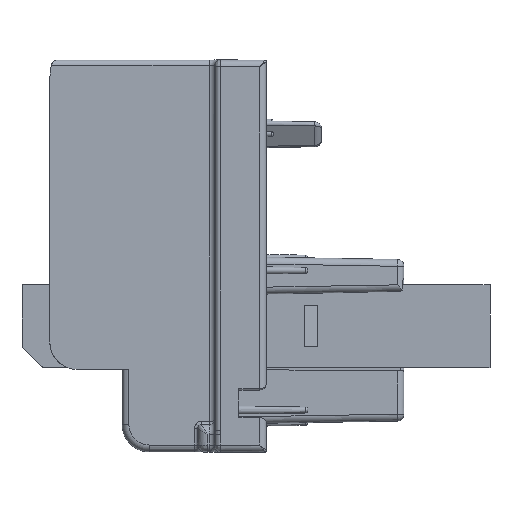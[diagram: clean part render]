
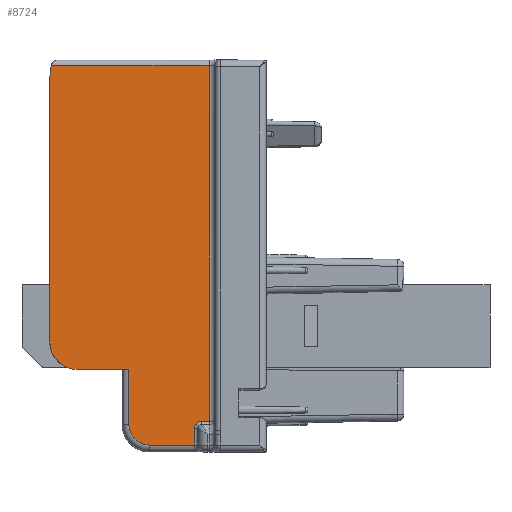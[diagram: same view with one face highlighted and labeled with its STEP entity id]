
A CAD part, top view. The second image highlights one B-rep face of the part: STEP entity #8724.
In plain terms, the highlighted planar face has unit normal (0, 0, 1).
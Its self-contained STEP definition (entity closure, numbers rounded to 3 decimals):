
#1941=DIRECTION('',(0.,-1.,0.));
#1942=VECTOR('',#1941,51.764);
#1943=CARTESIAN_POINT('',(-4.3,56.2,2.5));
#1944=LINE('',#1943,#1942);
#1945=DIRECTION('',(-1.,0.,0.));
#1946=VECTOR('',#1945,1.168);
#1947=CARTESIAN_POINT('',(-4.3,4.436,2.5));
#1948=LINE('',#1947,#1946);
#1949=CARTESIAN_POINT('',(-6.436,3.468,2.5));
#1950=CARTESIAN_POINT('',(-6.437,3.556,2.5));
#1951=CARTESIAN_POINT('',(-6.414,3.724,2.5));
#1952=CARTESIAN_POINT('',(-6.317,3.961,2.5));
#1953=CARTESIAN_POINT('',(-6.163,4.162,2.5));
#1954=CARTESIAN_POINT('',(-5.962,4.316,2.5));
#1955=CARTESIAN_POINT('',(-5.726,4.414,2.5));
#1956=CARTESIAN_POINT('',(-5.557,4.436,2.5));
#1957=CARTESIAN_POINT('',(-5.468,4.436,2.5));
#1959=DIRECTION('',(0.,-1.,0.));
#1960=VECTOR('',#1959,2.468);
#1961=CARTESIAN_POINT('',(-6.436,3.468,2.5));
#1962=LINE('',#1961,#1960);
#1963=DIRECTION('',(-1.,0.,0.));
#1964=VECTOR('',#1963,6.564);
#1965=CARTESIAN_POINT('',(-6.436,1.,2.5));
#1966=LINE('',#1965,#1964);
#1967=CARTESIAN_POINT('',(-13.,4.,2.5));
#1968=DIRECTION('',(0.,0.,1.));
#1969=DIRECTION('',(-1.,0.,0.));
#1970=AXIS2_PLACEMENT_3D('',#1967,#1968,#1969);
#1972=DIRECTION('',(0.,-1.,0.));
#1973=VECTOR('',#1972,8.);
#1974=CARTESIAN_POINT('',(-16.,12.,2.5));
#1975=LINE('',#1974,#1973);
#1976=CARTESIAN_POINT('',(-23.5,16.,2.5));
#1977=DIRECTION('',(0.,0.,1.));
#1978=DIRECTION('',(-1.,0.,0.));
#1979=AXIS2_PLACEMENT_3D('',#1976,#1977,#1978);
#1981=CARTESIAN_POINT('',(-27.266,56.2,2.5));
#1982=CARTESIAN_POINT('',(-27.377,55.844,2.5));
#1983=CARTESIAN_POINT('',(-27.476,55.114,2.5));
#1984=CARTESIAN_POINT('',(-27.5,54.373,2.5));
#1985=CARTESIAN_POINT('',(-27.5,54.,2.5));
#1987=DIRECTION('',(-1.,0.,0.));
#1988=VECTOR('',#1987,22.966);
#1989=CARTESIAN_POINT('',(-4.3,56.2,2.5));
#1990=LINE('',#1989,#1988);
#2909=CARTESIAN_POINT('',(-27.266,56.2,2.5));
#2945=DIRECTION('',(0.,1.,0.));
#2946=VECTOR('',#2945,38.);
#2947=CARTESIAN_POINT('',(-27.5,16.,2.5));
#2948=LINE('',#2947,#2946);
#3255=DIRECTION('',(1.,0.,0.));
#3256=VECTOR('',#3255,7.5);
#3257=CARTESIAN_POINT('',(-23.5,12.,2.5));
#3258=LINE('',#3257,#3256);
#5293=CARTESIAN_POINT('',(-16.,12.,2.5));
#5294=CARTESIAN_POINT('',(-16.,4.,2.5));
#5295=VERTEX_POINT('',#5293);
#5296=VERTEX_POINT('',#5294);
#5374=CARTESIAN_POINT('',(-23.5,12.,2.5));
#5376=VERTEX_POINT('',#5374);
#5378=CARTESIAN_POINT('',(-27.5,16.,2.5));
#5380=VERTEX_POINT('',#5378);
#5593=CARTESIAN_POINT('',(-6.436,1.,2.5));
#5594=CARTESIAN_POINT('',(-13.,1.,2.5));
#5595=VERTEX_POINT('',#5593);
#5596=VERTEX_POINT('',#5594);
#5602=CARTESIAN_POINT('',(-4.3,56.2,2.5));
#5603=CARTESIAN_POINT('',(-4.3,4.436,2.5));
#5604=VERTEX_POINT('',#5602);
#5605=VERTEX_POINT('',#5603);
#5623=VERTEX_POINT('',#1949);
#5624=VERTEX_POINT('',#1957);
#5730=CARTESIAN_POINT('',(-27.5,54.,2.5));
#5731=VERTEX_POINT('',#5730);
#5808=VERTEX_POINT('',#2909);
#8694=CARTESIAN_POINT('',(0.,56.,2.5));
#8695=DIRECTION('',(0.,0.,1.));
#8696=DIRECTION('',(0.,-1.,0.));
#8697=AXIS2_PLACEMENT_3D('',#8694,#8695,#8696);
#8698=PLANE('',#8697);
#8699=ORIENTED_EDGE('',*,*,#8685,.T.);
#8701=ORIENTED_EDGE('',*,*,#8700,.T.);
#8703=ORIENTED_EDGE('',*,*,#8702,.F.);
#8705=ORIENTED_EDGE('',*,*,#8704,.T.);
#8707=ORIENTED_EDGE('',*,*,#8706,.T.);
#8709=ORIENTED_EDGE('',*,*,#8708,.F.);
#8711=ORIENTED_EDGE('',*,*,#8710,.F.);
#8713=ORIENTED_EDGE('',*,*,#8712,.F.);
#8715=ORIENTED_EDGE('',*,*,#8714,.F.);
#8717=ORIENTED_EDGE('',*,*,#8716,.T.);
#8719=ORIENTED_EDGE('',*,*,#8718,.F.);
#8721=ORIENTED_EDGE('',*,*,#8720,.F.);
#8722=EDGE_LOOP('',(#8699,#8701,#8703,#8705,#8707,#8709,#8711,#8713,#8715,#8717,
#8719,#8721));
#8723=FACE_OUTER_BOUND('',#8722,.F.);
#8724=ADVANCED_FACE('',(#8723),#8698,.T.);
#1958=B_SPLINE_CURVE_WITH_KNOTS('',3,(#1949,#1950,#1951,#1952,#1953,#1954,#1955,
#1956,#1957),.UNSPECIFIED.,.F.,.F.,(4,1,1,1,1,1,4),(0.,0.167,
0.333,0.5,0.667,0.833,1.),
.UNSPECIFIED.);
#1971=CIRCLE('',#1970,3.);
#1980=CIRCLE('',#1979,4.);
#1986=B_SPLINE_CURVE_WITH_KNOTS('',3,(#1981,#1982,#1983,#1984,#1985),
.UNSPECIFIED.,.F.,.F.,(4,1,4),(0.,0.5,1.),.UNSPECIFIED.);
#8685=EDGE_CURVE('',#5604,#5605,#1944,.T.);
#8700=EDGE_CURVE('',#5605,#5624,#1948,.T.);
#8702=EDGE_CURVE('',#5623,#5624,#1958,.T.);
#8704=EDGE_CURVE('',#5623,#5595,#1962,.T.);
#8706=EDGE_CURVE('',#5595,#5596,#1966,.T.);
#8708=EDGE_CURVE('',#5296,#5596,#1971,.T.);
#8710=EDGE_CURVE('',#5295,#5296,#1975,.T.);
#8712=EDGE_CURVE('',#5376,#5295,#3258,.T.);
#8714=EDGE_CURVE('',#5380,#5376,#1980,.T.);
#8716=EDGE_CURVE('',#5380,#5731,#2948,.T.);
#8718=EDGE_CURVE('',#5808,#5731,#1986,.T.);
#8720=EDGE_CURVE('',#5604,#5808,#1990,.T.);
